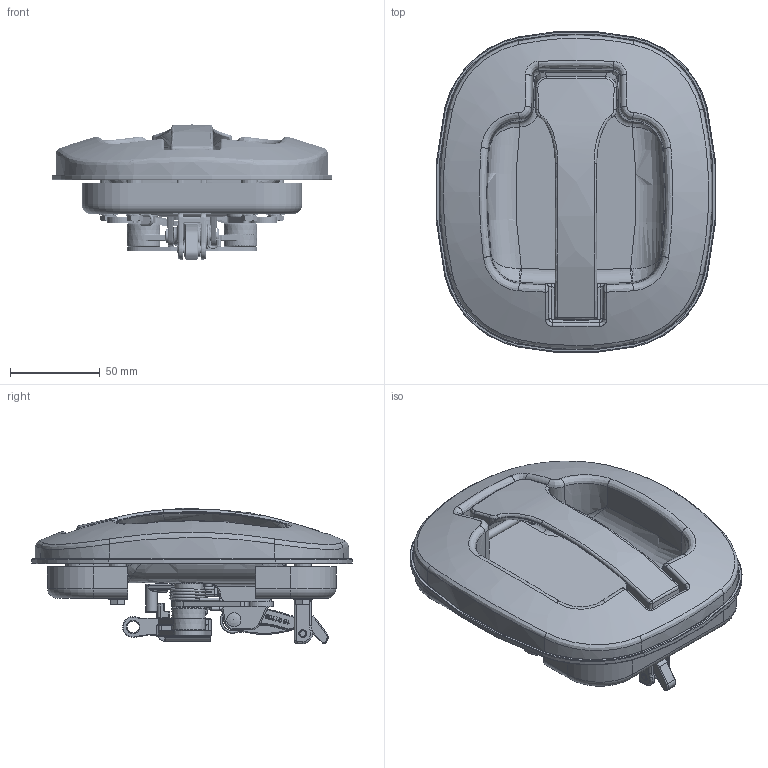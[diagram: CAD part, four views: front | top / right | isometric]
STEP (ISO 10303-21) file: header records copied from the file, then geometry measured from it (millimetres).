
FILE_DESCRIPTION(/* description */ (''),/* implementation_level */ '2;1');
FILE_NAME(/* name */ '10-21101-C.stp',/* time_stamp */ '2024-07-30T08:28:33-04:00',/* author */ ('dkoegle'),/* organization */ ('Eberhard Manufacturing Company'),/* preprocessor_version */ 'ST-DEVELOPER v20',/* originating_system */ 'Autodesk Inventor 2024',/* authorisation */ '');
FILE_SCHEMA (('AUTOMOTIVE_DESIGN { 1 0 10303 214 3 1 1 }'));
Products named in the file (1): 10-21101-C
Bounding box: 155.51 x 178.52 x 75.16 mm (x, y, z)
Volume: 226666.1 mm3; surface area: 193781.3 mm2
Topology: 6 solids, 74 shells, 3523 faces, 9139 edges, 5645 vertices
Faces by surface type: plane 1068, cylinder 924, bspline 678, torus 428, cone 356, sphere 69
Full cylindrical faces by diameter (mm): 1.295 x6, 1.626 x4, 3.238 x1, 3.451 x96, 3.48 x1, 3.658 x1, 3.969 x1, 4.305 x1, 4.343 x68, 4.366 x1, 4.699 x2, 4.762 x1, 4.803 x36, 4.826 x4, 4.915 x1, 4.917 x2, 4.94 x2, 4.953 x4, 5.159 x1, 5.715 x4, 6 x2, 6.35 x2, 6.731 x7, 7.925 x2, 7.938 x1, 7.95 x4, 8.128 x1, 9.525 x3, 9.843 x1, 11.7 x2
Entity records: 134585 total; most frequent: CARTESIAN_POINT 47687, ORIENTED_EDGE 18128, DIRECTION 16505, EDGE_CURVE 9064, AXIS2_PLACEMENT_3D 6373, VERTEX_POINT 5647, LINE 3759, VECTOR 3759
